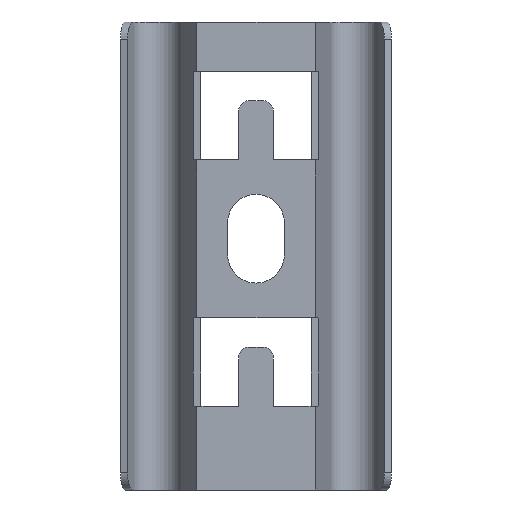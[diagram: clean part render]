
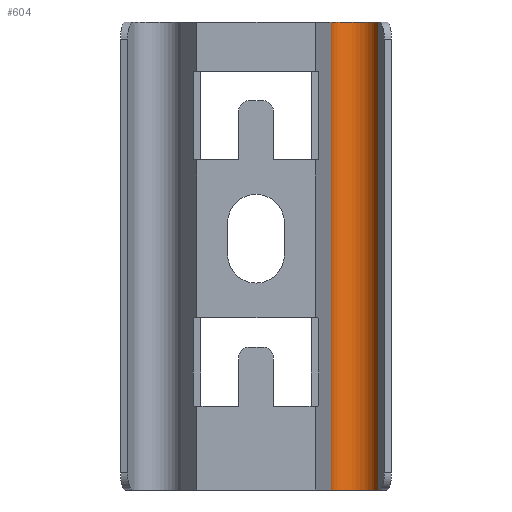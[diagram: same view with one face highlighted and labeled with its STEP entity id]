
A CAD part, front view. The second image highlights one B-rep face of the part: STEP entity #604.
In plain terms, the highlighted cylindrical face has radius 5 mm (diameter 10 mm), a partial arc.
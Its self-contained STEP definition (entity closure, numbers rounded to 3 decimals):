
#3 = EDGE_CURVE ( 'NONE', #1628, #1640, #221, .T. ) ;
#221 = LINE ( 'NONE', #494, #1557 ) ;
#241 = DIRECTION ( 'NONE',  ( -1., 0., 0. ) ) ;
#246 = ORIENTED_EDGE ( 'NONE', *, *, #942, .F. ) ;
#250 = VECTOR ( 'NONE', #727, 1000. ) ;
#268 = ORIENTED_EDGE ( 'NONE', *, *, #3, .T. ) ;
#274 = CYLINDRICAL_SURFACE ( 'NONE', #1400, 5. ) ;
#279 = EDGE_CURVE ( 'NONE', #1628, #905, #1192, .T. ) ;
#355 = LINE ( 'NONE', #1227, #250 ) ;
#373 = FACE_OUTER_BOUND ( 'NONE', #813, .T. ) ;
#494 = CARTESIAN_POINT ( 'NONE',  ( 15.147, 12.702, 47.5 ) ) ;
#556 = AXIS2_PLACEMENT_3D ( 'NONE', #1124, #1042, #1018 ) ;
#604 = ADVANCED_FACE ( 'NONE', ( #373 ), #274, .F. ) ;
#624 = DIRECTION ( 'NONE',  ( 0., 0., -1. ) ) ;
#724 = CARTESIAN_POINT ( 'NONE',  ( 15.147, 12.702, 47.5 ) ) ;
#727 = DIRECTION ( 'NONE',  ( 0., 0., -1. ) ) ;
#813 = EDGE_LOOP ( 'NONE', ( #1014, #246, #1712, #268 ) ) ;
#869 = DIRECTION ( 'NONE',  ( 0., 0., -1. ) ) ;
#905 = VERTEX_POINT ( 'NONE', #1464 ) ;
#942 = EDGE_CURVE ( 'NONE', #905, #1734, #355, .T. ) ;
#961 = DIRECTION ( 'NONE',  ( 0., 0., -1. ) ) ;
#1014 = ORIENTED_EDGE ( 'NONE', *, *, #1584, .T. ) ;
#1018 = DIRECTION ( 'NONE',  ( -1., 0., 0. ) ) ;
#1028 = AXIS2_PLACEMENT_3D ( 'NONE', #1374, #961, #241 ) ;
#1042 = DIRECTION ( 'NONE',  ( 0., 0., -1. ) ) ;
#1048 = CIRCLE ( 'NONE', #556, 5. ) ;
#1124 = CARTESIAN_POINT ( 'NONE',  ( 20., 11.5, -47.5 ) ) ;
#1151 = DIRECTION ( 'NONE',  ( -1., 0., 0. ) ) ;
#1192 = CIRCLE ( 'NONE', #1028, 5. ) ;
#1227 = CARTESIAN_POINT ( 'NONE',  ( 24.807, 12.874, 47.5 ) ) ;
#1374 = CARTESIAN_POINT ( 'NONE',  ( 20., 11.5, 47.5 ) ) ;
#1400 = AXIS2_PLACEMENT_3D ( 'NONE', #1430, #869, #1151 ) ;
#1430 = CARTESIAN_POINT ( 'NONE',  ( 20., 11.5, 47.5 ) ) ;
#1464 = CARTESIAN_POINT ( 'NONE',  ( 24.807, 12.874, 47.5 ) ) ;
#1546 = CARTESIAN_POINT ( 'NONE',  ( 24.807, 12.874, -47.5 ) ) ;
#1557 = VECTOR ( 'NONE', #624, 1000. ) ;
#1584 = EDGE_CURVE ( 'NONE', #1640, #1734, #1048, .T. ) ;
#1628 = VERTEX_POINT ( 'NONE', #724 ) ;
#1640 = VERTEX_POINT ( 'NONE', #1810 ) ;
#1712 = ORIENTED_EDGE ( 'NONE', *, *, #279, .F. ) ;
#1734 = VERTEX_POINT ( 'NONE', #1546 ) ;
#1810 = CARTESIAN_POINT ( 'NONE',  ( 15.147, 12.702, -47.5 ) ) ;
